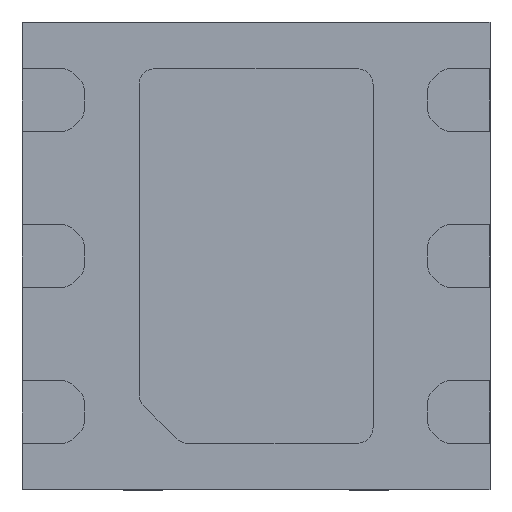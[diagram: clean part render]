
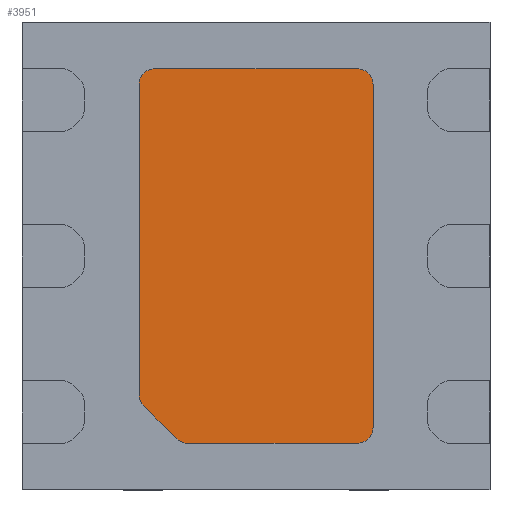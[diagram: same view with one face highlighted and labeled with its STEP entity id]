
A CAD part, front view. The second image highlights one B-rep face of the part: STEP entity #3951.
In plain terms, the highlighted planar face has unit normal (0, -1, 0).
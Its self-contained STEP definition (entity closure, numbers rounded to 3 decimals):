
#33 = EDGE_CURVE ( 'NONE', #12919, #4949, #6846, .T. ) ;
#46 = AXIS2_PLACEMENT_3D ( 'NONE', #7791, #1533, #8838 ) ;
#322 = ORIENTED_EDGE ( 'NONE', *, *, #33, .T. ) ;
#440 = AXIS2_PLACEMENT_3D ( 'NONE', #11513, #5317, #12552 ) ;
#453 = DIRECTION ( 'NONE',  ( 0., 0., -1. ) ) ;
#455 = VERTEX_POINT ( 'NONE', #8701 ) ;
#515 = DIRECTION ( 'NONE',  ( 0., 0., 1. ) ) ;
#569 = EDGE_CURVE ( 'NONE', #9446, #11424, #10789, .T. ) ;
#673 = AXIS2_PLACEMENT_3D ( 'NONE', #2607, #9928, #3661 ) ;
#881 = VERTEX_POINT ( 'NONE', #12693 ) ;
#962 = LINE ( 'NONE', #9110, #3746 ) ;
#983 = ORIENTED_EDGE ( 'NONE', *, *, #569, .T. ) ;
#1139 = CARTESIAN_POINT ( 'NONE',  ( -0.75, 0., -2.6 ) ) ;
#1146 = DIRECTION ( 'NONE',  ( 0., -1., 0. ) ) ;
#1450 = VECTOR ( 'NONE', #453, 1000. ) ;
#1500 = ORIENTED_EDGE ( 'NONE', *, *, #13151, .T. ) ;
#1533 = DIRECTION ( 'NONE',  ( 0., 1., 0. ) ) ;
#1588 = CIRCLE ( 'NONE', #440, 0.1 ) ;
#1704 = ORIENTED_EDGE ( 'NONE', *, *, #4885, .T. ) ;
#1801 = DIRECTION ( 'NONE',  ( 0., 0., 1. ) ) ;
#1828 = EDGE_CURVE ( 'NONE', #9343, #455, #1588, .T. ) ;
#2130 = VERTEX_POINT ( 'NONE', #5847 ) ;
#2224 = CARTESIAN_POINT ( 'NONE',  ( -1.939, 0., -2.6 ) ) ;
#2425 = CIRCLE ( 'NONE', #3208, 0.1 ) ;
#2525 = ORIENTED_EDGE ( 'NONE', *, *, #12999, .T. ) ;
#2529 = CARTESIAN_POINT ( 'NONE',  ( -2.15, 0., -0.3 ) ) ;
#2541 = PLANE ( 'NONE',  #46 ) ;
#2607 = CARTESIAN_POINT ( 'NONE',  ( -0.85, 0., -2.6 ) ) ;
#2698 = EDGE_CURVE ( 'NONE', #881, #9343, #6308, .T. ) ;
#2971 = EDGE_CURVE ( 'NONE', #3934, #881, #11788, .T. ) ;
#3093 = ORIENTED_EDGE ( 'NONE', *, *, #12655, .T. ) ;
#3208 = AXIS2_PLACEMENT_3D ( 'NONE', #12963, #6788, #515 ) ;
#3301 = DIRECTION ( 'NONE',  ( 0., 0., 1. ) ) ;
#3451 = CARTESIAN_POINT ( 'NONE',  ( -2.25, 0., -0.3 ) ) ;
#3661 = DIRECTION ( 'NONE',  ( 0., 0., 1. ) ) ;
#3746 = VECTOR ( 'NONE', #1801, 1000. ) ;
#3934 = VERTEX_POINT ( 'NONE', #12897 ) ;
#3951 = ADVANCED_FACE ( 'NONE', ( #10671 ), #2541, .F. ) ;
#4885 = EDGE_CURVE ( 'NONE', #11424, #3934, #962, .T. ) ;
#4949 = VERTEX_POINT ( 'NONE', #12399 ) ;
#5317 = DIRECTION ( 'NONE',  ( 0., -1., 0. ) ) ;
#5533 = LINE ( 'NONE', #5871, #10713 ) ;
#5847 = CARTESIAN_POINT ( 'NONE',  ( -2.25, 0., -2.389 ) ) ;
#5871 = CARTESIAN_POINT ( 'NONE',  ( -1.98, 0., -2.7 ) ) ;
#6058 = CARTESIAN_POINT ( 'NONE',  ( -1.939, 0., -2.7 ) ) ;
#6308 = LINE ( 'NONE', #3451, #8744 ) ;
#6529 = VECTOR ( 'NONE', #13034, 1000. ) ;
#6788 = DIRECTION ( 'NONE',  ( 0., -1., 0. ) ) ;
#6846 = LINE ( 'NONE', #12000, #6529 ) ;
#6984 = ORIENTED_EDGE ( 'NONE', *, *, #2698, .T. ) ;
#7414 = CARTESIAN_POINT ( 'NONE',  ( -0.85, 0., -0.4 ) ) ;
#7505 = ORIENTED_EDGE ( 'NONE', *, *, #2971, .T. ) ;
#7662 = CARTESIAN_POINT ( 'NONE',  ( -2.25, 0., -2.43 ) ) ;
#7791 = CARTESIAN_POINT ( 'NONE',  ( 177.5, 0., 42.55 ) ) ;
#8474 = DIRECTION ( 'NONE',  ( 0., 0., 1. ) ) ;
#8701 = CARTESIAN_POINT ( 'NONE',  ( -2.25, 0., -0.4 ) ) ;
#8744 = VECTOR ( 'NONE', #12791, 1000. ) ;
#8838 = DIRECTION ( 'NONE',  ( 0., 0., 1. ) ) ;
#8961 = AXIS2_PLACEMENT_3D ( 'NONE', #2224, #9565, #3301 ) ;
#9110 = CARTESIAN_POINT ( 'NONE',  ( -0.75, 0., -2.7 ) ) ;
#9343 = VERTEX_POINT ( 'NONE', #2529 ) ;
#9446 = VERTEX_POINT ( 'NONE', #9974 ) ;
#9565 = DIRECTION ( 'NONE',  ( 0., -1., 0. ) ) ;
#9800 = LINE ( 'NONE', #7662, #1450 ) ;
#9928 = DIRECTION ( 'NONE',  ( 0., -1., 0. ) ) ;
#9974 = CARTESIAN_POINT ( 'NONE',  ( -0.85, 0., -2.7 ) ) ;
#10285 = ORIENTED_EDGE ( 'NONE', *, *, #1828, .T. ) ;
#10671 = FACE_OUTER_BOUND ( 'NONE', #11536, .T. ) ;
#10713 = VECTOR ( 'NONE', #13094, 1000. ) ;
#10789 = CIRCLE ( 'NONE', #673, 0.1 ) ;
#11136 = EDGE_CURVE ( 'NONE', #13354, #9446, #5533, .T. ) ;
#11394 = CARTESIAN_POINT ( 'NONE',  ( -2.221, 0., -2.459 ) ) ;
#11424 = VERTEX_POINT ( 'NONE', #1139 ) ;
#11513 = CARTESIAN_POINT ( 'NONE',  ( -2.15, 0., -0.4 ) ) ;
#11536 = EDGE_LOOP ( 'NONE', ( #6984, #10285, #1500, #3093, #322, #2525, #12423, #983, #1704, #7505 ) ) ;
#11788 = CIRCLE ( 'NONE', #11885, 0.1 ) ;
#11885 = AXIS2_PLACEMENT_3D ( 'NONE', #7414, #1146, #8474 ) ;
#11891 = CIRCLE ( 'NONE', #8961, 0.1 ) ;
#12000 = CARTESIAN_POINT ( 'NONE',  ( -1.98, 0., -2.7 ) ) ;
#12399 = CARTESIAN_POINT ( 'NONE',  ( -2.009, 0., -2.671 ) ) ;
#12423 = ORIENTED_EDGE ( 'NONE', *, *, #11136, .T. ) ;
#12552 = DIRECTION ( 'NONE',  ( 0., 0., 1. ) ) ;
#12655 = EDGE_CURVE ( 'NONE', #2130, #12919, #2425, .T. ) ;
#12693 = CARTESIAN_POINT ( 'NONE',  ( -0.85, 0., -0.3 ) ) ;
#12791 = DIRECTION ( 'NONE',  ( -1., 0., 0. ) ) ;
#12897 = CARTESIAN_POINT ( 'NONE',  ( -0.75, 0., -0.4 ) ) ;
#12919 = VERTEX_POINT ( 'NONE', #11394 ) ;
#12963 = CARTESIAN_POINT ( 'NONE',  ( -2.15, 0., -2.389 ) ) ;
#12999 = EDGE_CURVE ( 'NONE', #4949, #13354, #11891, .T. ) ;
#13034 = DIRECTION ( 'NONE',  ( 0.707, 0., -0.707 ) ) ;
#13094 = DIRECTION ( 'NONE',  ( 1., 0., 0. ) ) ;
#13151 = EDGE_CURVE ( 'NONE', #455, #2130, #9800, .T. ) ;
#13354 = VERTEX_POINT ( 'NONE', #6058 ) ;
